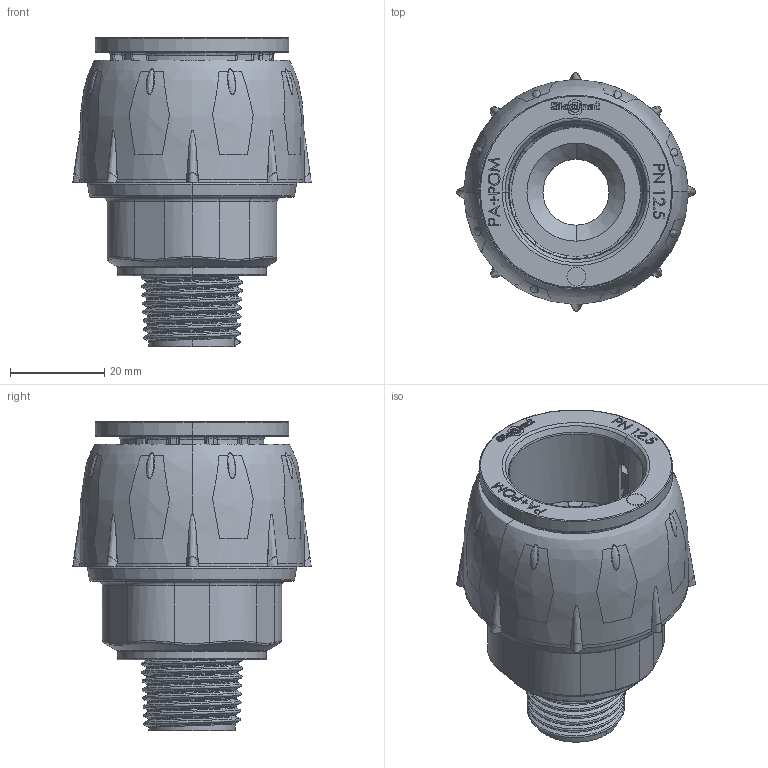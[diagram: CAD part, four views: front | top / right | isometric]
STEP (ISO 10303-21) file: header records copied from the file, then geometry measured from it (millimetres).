
FILE_DESCRIPTION (( 'STEP AP214' ), '1' );
FILE_NAME ('R211.028.012.STEP', '2019-10-24T15:12:33', ( '' ), ( '' ), 'SwSTEP 2.0', 'SolidWorks 2018', '' );
FILE_SCHEMA (( 'AUTOMOTIVE_DESIGN' ));
Length unit declared in the file: millimetre
Products named in the file (7): R211.028.012; R2016.028.000; R209.028.001; R209.028.002; OR_27.4x2.7; R209.028.003; R211.028.012-L
Assembly tree (6 placements, depth 2):
  R211.028.012
    R211.028.012-L
    OR_27.4x2.7
    R209.028.001
    R209.028.002
    R209.028.003
    R2016.028.000
Bounding box: 50.61 x 50.61 x 65.55 mm (x, y, z)
Volume: 38223.5 mm3; surface area: 31076.9 mm2
Topology: 6 solids, 14 shells, 945 faces, 2722 edges, 1824 vertices
Faces by surface type: bspline 380, plane 234, cylinder 156, torus 86, cone 81, sphere 8
Entity records: 66713 total; most frequent: CARTESIAN_POINT 45141, ORIENTED_EDGE 5396, DIRECTION 3093, EDGE_CURVE 2698, VERTEX_POINT 1832, B_SPLINE_CURVE_WITH_KNOTS 1330, AXIS2_PLACEMENT_3D 1181, EDGE_LOOP 1008
